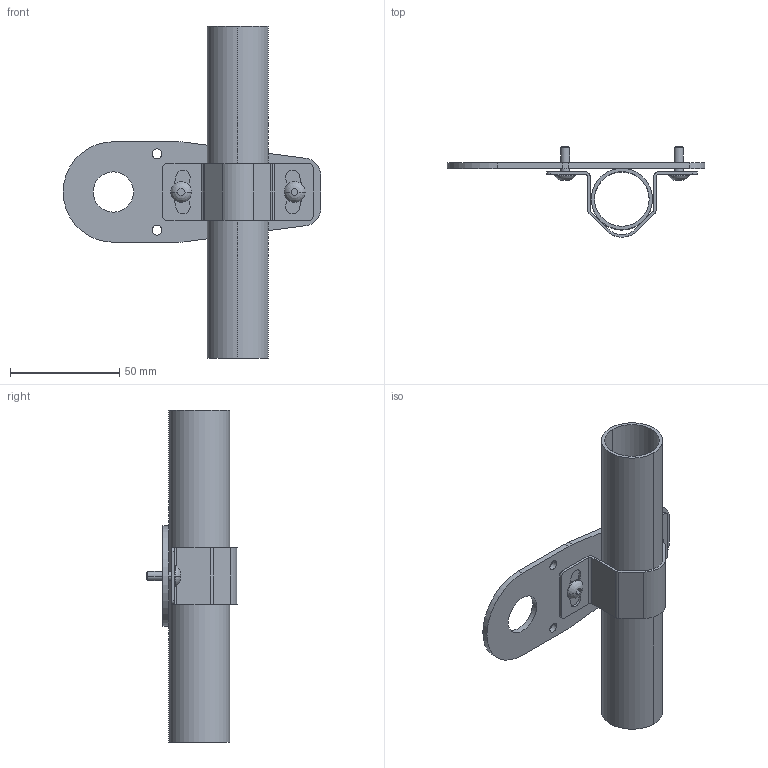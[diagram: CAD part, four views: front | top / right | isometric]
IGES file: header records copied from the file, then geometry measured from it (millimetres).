
Start section:  PTC IGES file: 156794.igs
Global section: file name: 156794.igs; native system: Pro/ENGINEER by Parametric Technology Corporation; preprocessor: 2009141; author: banengservice; organization: Unknown; date: 20111006.094529; units: inch
Bounding box: 118 x 41.35 x 152 mm (x, y, z)
Volume: 34111.3 mm3; surface area: 41620.5 mm2
Topology: 3 solids, 3 shells, 100 faces, 272 edges, 176 vertices
Faces by surface type: revolution 57, bspline 43
